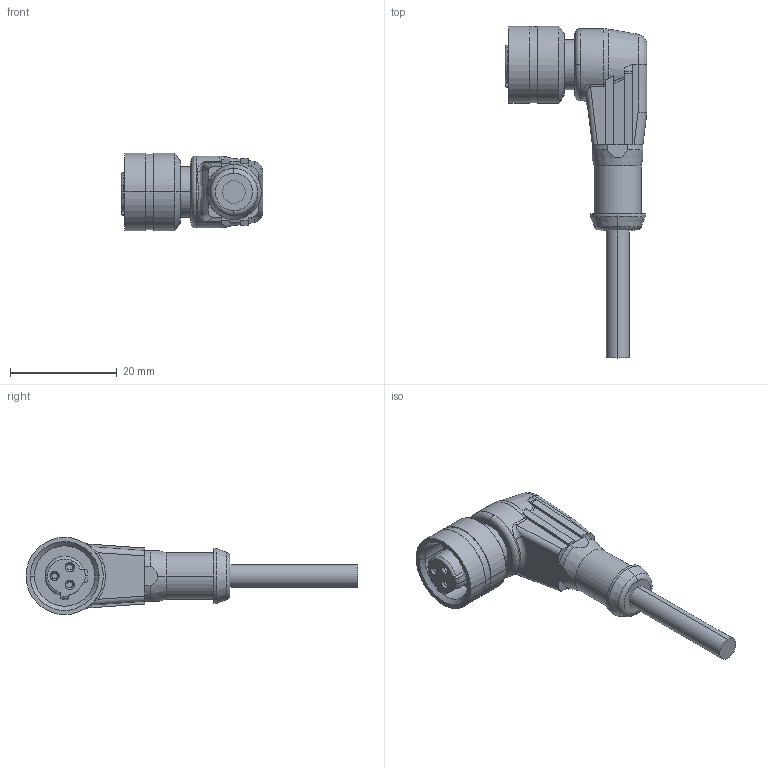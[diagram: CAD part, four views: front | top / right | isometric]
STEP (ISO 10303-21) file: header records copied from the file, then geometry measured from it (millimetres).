
FILE_DESCRIPTION(('STEP AP242'),'1');
FILE_NAME('connector_xzcp1965l2.stp','2021-06-14T11:06:07',('TraceParts'),('TraceParts S.A.'),'Spatial InterOp 3D',' ',' ');
FILE_SCHEMA(('AP242_MANAGED_MODEL_BASED_3D_ENGINEERING_MIM_LF {1 0 10303 442 1 1 4}'));
Length unit declared in the file: millimetre
Products named in the file (1): connector_xzcp1965l2
Bounding box: 26.6 x 62.25 x 14.5 mm (x, y, z)
Volume: 5678.4 mm3; surface area: 3010.4 mm2
Topology: 1 solids, 1 shells, 131 faces, 323 edges, 205 vertices
Faces by surface type: plane 48, cylinder 45, cone 19, torus 11, bspline 8
Entity records: 7038 total; most frequent: CARTESIAN_POINT 2852, DIRECTION 676, ORIENTED_EDGE 646, EDGE_CURVE 323, AXIS2_PLACEMENT_3D 269, VERTEX_POINT 205, EDGE_LOOP 142, LINE 138
